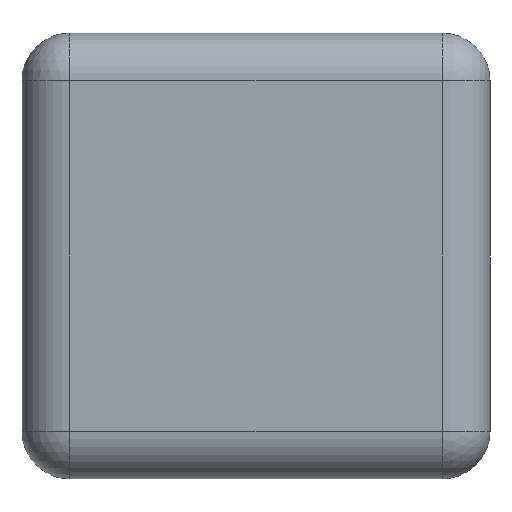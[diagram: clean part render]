
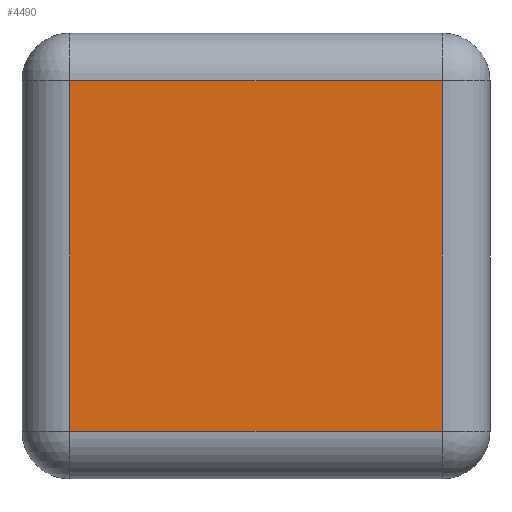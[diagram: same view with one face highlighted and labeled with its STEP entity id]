
A CAD part, front view. The second image highlights one B-rep face of the part: STEP entity #4490.
In plain terms, the highlighted planar face has unit normal (0, -1, 0).
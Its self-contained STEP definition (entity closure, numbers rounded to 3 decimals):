
#1030 = CARTESIAN_POINT ( 'NONE',  ( 311.292, -42.06, -292.718 ) ) ;
#2130 = DIRECTION ( 'NONE',  ( 0., 0., 1. ) ) ;
#4490 = ADVANCED_FACE ( 'NONE', ( #39715 ), #12428, .T. ) ;
#4714 = CARTESIAN_POINT ( 'NONE',  ( -311.292, -42.06, 292.718 ) ) ;
#4887 = VECTOR ( 'NONE', #15422, 1000. ) ;
#8980 = EDGE_LOOP ( 'NONE', ( #26389, #54432, #11154, #32295 ) ) ;
#11154 = ORIENTED_EDGE ( 'NONE', *, *, #18935, .T. ) ;
#12428 = PLANE ( 'NONE',  #34565 ) ;
#13949 = VECTOR ( 'NONE', #2130, 1000. ) ;
#14127 = VERTEX_POINT ( 'NONE', #1030 ) ;
#14988 = CARTESIAN_POINT ( 'NONE',  ( 0., -42.06, -292.718 ) ) ;
#15422 = DIRECTION ( 'NONE',  ( 0., 0., -1. ) ) ;
#15872 = DIRECTION ( 'NONE',  ( 0., -1., 0. ) ) ;
#15907 = VERTEX_POINT ( 'NONE', #51045 ) ;
#18935 = EDGE_CURVE ( 'NONE', #48531, #14127, #19307, .T. ) ;
#19307 = LINE ( 'NONE', #14988, #39935 ) ;
#21033 = CARTESIAN_POINT ( 'NONE',  ( 0., -42.06, 0. ) ) ;
#23721 = LINE ( 'NONE', #41080, #54851 ) ;
#23887 = DIRECTION ( 'NONE',  ( 1., 0., 0. ) ) ;
#24614 = VERTEX_POINT ( 'NONE', #4714 ) ;
#26389 = ORIENTED_EDGE ( 'NONE', *, *, #42337, .T. ) ;
#28868 = CARTESIAN_POINT ( 'NONE',  ( -311.292, -42.06, 0. ) ) ;
#31544 = EDGE_CURVE ( 'NONE', #14127, #15907, #45246, .T. ) ;
#32295 = ORIENTED_EDGE ( 'NONE', *, *, #31544, .T. ) ;
#34565 = AXIS2_PLACEMENT_3D ( 'NONE', #21033, #15872, #55243 ) ;
#39377 = EDGE_CURVE ( 'NONE', #24614, #48531, #54523, .T. ) ;
#39715 = FACE_OUTER_BOUND ( 'NONE', #8980, .T. ) ;
#39935 = VECTOR ( 'NONE', #23887, 1000. ) ;
#41080 = CARTESIAN_POINT ( 'NONE',  ( 0., -42.06, 292.718 ) ) ;
#42337 = EDGE_CURVE ( 'NONE', #15907, #24614, #23721, .T. ) ;
#43083 = CARTESIAN_POINT ( 'NONE',  ( -311.292, -42.06, -292.718 ) ) ;
#45093 = DIRECTION ( 'NONE',  ( -1., 0., 0. ) ) ;
#45246 = LINE ( 'NONE', #54374, #13949 ) ;
#48531 = VERTEX_POINT ( 'NONE', #43083 ) ;
#51045 = CARTESIAN_POINT ( 'NONE',  ( 311.292, -42.06, 292.718 ) ) ;
#54374 = CARTESIAN_POINT ( 'NONE',  ( 311.292, -42.06, 0. ) ) ;
#54432 = ORIENTED_EDGE ( 'NONE', *, *, #39377, .T. ) ;
#54523 = LINE ( 'NONE', #28868, #4887 ) ;
#54851 = VECTOR ( 'NONE', #45093, 1000. ) ;
#55243 = DIRECTION ( 'NONE',  ( 0., 0., -1. ) ) ;
